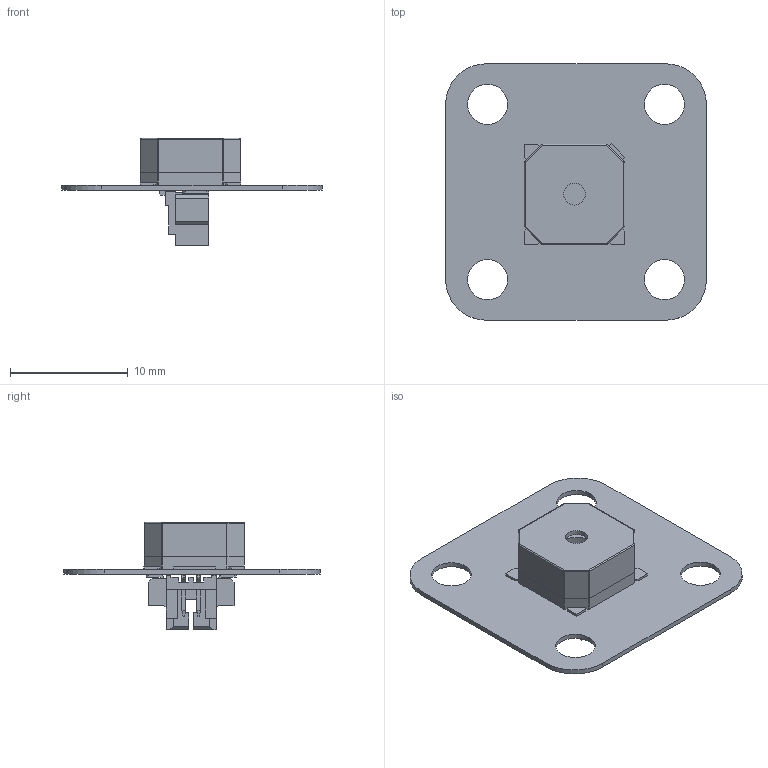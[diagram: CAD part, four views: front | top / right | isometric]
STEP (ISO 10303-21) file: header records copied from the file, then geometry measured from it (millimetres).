
FILE_DESCRIPTION(('Open CASCADE Model'),'2;1');
FILE_NAME('Open CASCADE Shape Model','2025-12-01T01:03:44',('Author'),( 'Open CASCADE'),'Open CASCADE STEP processor 7.5','Open CASCADE 7.5' ,'Unknown');
FILE_SCHEMA(('AUTOMOTIVE_DESIGN { 1 0 10303 214 1 1 1 1 }'));
Length unit declared in the file: millimetre
Products named in the file (7): PCB; Board; Open CASCADE STEP translator 7.5 4.1.1; J1; 0533980271--3DModel-STEP-361473; LS1; CUI_DEVICES_CMT-8504-100-SMT-TR
Assembly tree (6 placements, depth 3):
  PCB
    Board
      Open CASCADE STEP translator 7.5 4.1.1
    J1
      0533980271--3DModel-STEP-361473
    LS1
      CUI_DEVICES_CMT-8504-100-SMT-TR
Bounding box: 22.1 x 21.72 x 9.14 mm (x, y, z)
Volume: 349.6 mm3; surface area: 1659.3 mm2
Topology: 11 solids, 13 shells, 349 faces, 881 edges, 564 vertices
Faces by surface type: plane 293, cylinder 48, sphere 8
Full cylindrical faces by diameter (mm): 3.4 x4
Entity records: 10743 total; most frequent: CARTESIAN_POINT 1805, ORIENTED_EDGE 1754, DIRECTION 1679, EDGE_CURVE 877, LINE 779, VECTOR 779, VERTEX_POINT 564, AXIS2_PLACEMENT_3D 450
